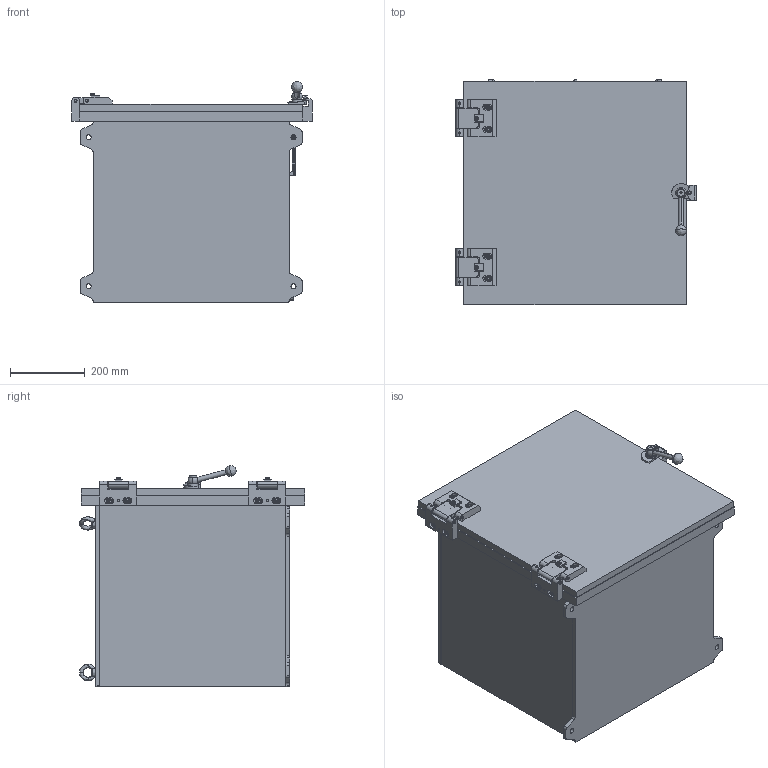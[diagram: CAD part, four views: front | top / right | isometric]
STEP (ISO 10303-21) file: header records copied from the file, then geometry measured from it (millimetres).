
FILE_DESCRIPTION (( 'STEP AP214' ), '1' );
FILE_NAME ('820KBH0500-S.stp', '2017-05-31T06:03:25', ( '' ), ( '' ), 'SwSTEP 2.0', 'SolidWorks 2015', '' );
FILE_SCHEMA (( 'AUTOMOTIVE_DESIGN' ));
Length unit declared in the file: millimetre
Products named in the file (1): 820KBH0500-S
Bounding box: 645 x 604.49 x 593.94 mm (x, y, z)
Volume: 22976545.6 mm3; surface area: 3865317.7 mm2
Topology: 35 solids, 35 shells, 3348 faces, 8826 edges, 5719 vertices
Faces by surface type: plane 1472, bspline 1165, cylinder 415, cone 222, torus 74
Entity records: 151159 total; most frequent: CARTESIAN_POINT 38819, ORIENTED_EDGE 17552, DIRECTION 11793, EDGE_CURVE 8776, VERTEX_POINT 5719, LINE 5063, VECTOR 5063, EDGE_LOOP 3661
